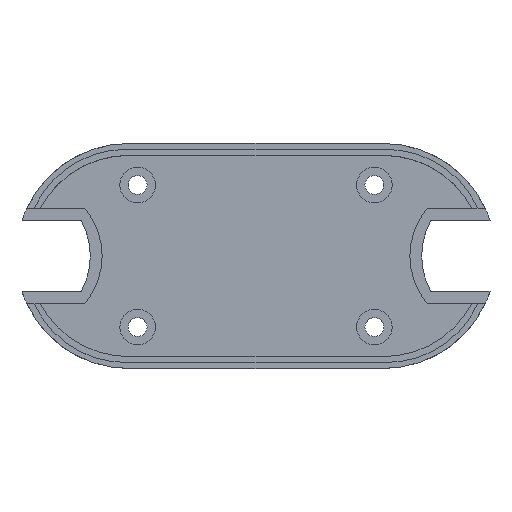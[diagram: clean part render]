
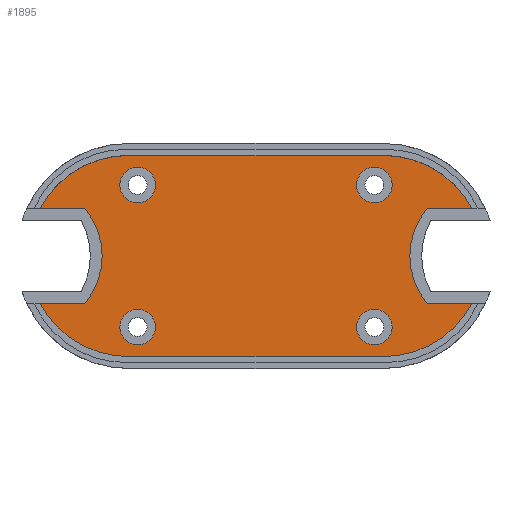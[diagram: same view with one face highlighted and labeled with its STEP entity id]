
A CAD part, top view. The second image highlights one B-rep face of the part: STEP entity #1895.
In plain terms, the highlighted planar face has unit normal (0, 0, 1).
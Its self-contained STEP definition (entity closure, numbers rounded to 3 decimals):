
#1035 = VERTEX_POINT('',#1036);
#1036 = CARTESIAN_POINT('',(-21.5,17.,-2.5));
#1055 = VERTEX_POINT('',#1056);
#1056 = CARTESIAN_POINT('',(-36.5,8.,-2.5));
#1062 = EDGE_CURVE('',#1035,#1055,#1063,.T.);
#1063 = CIRCLE('',#1064,17.);
#1064 = AXIS2_PLACEMENT_3D('',#1065,#1066,#1067);
#1065 = CARTESIAN_POINT('',(-21.5,0.,-2.5));
#1066 = DIRECTION('',(0.,0.,1.));
#1067 = DIRECTION('',(1.,0.,0.));
#1363 = EDGE_CURVE('',#1035,#1364,#1366,.T.);
#1364 = VERTEX_POINT('',#1365);
#1365 = CARTESIAN_POINT('',(21.5,17.,-2.5));
#1366 = LINE('',#1367,#1368);
#1367 = CARTESIAN_POINT('',(-21.5,17.,-2.5));
#1368 = VECTOR('',#1369,1.);
#1369 = DIRECTION('',(1.,0.,0.));
#1425 = EDGE_CURVE('',#1055,#1426,#1428,.T.);
#1426 = VERTEX_POINT('',#1427);
#1427 = CARTESIAN_POINT('',(-28.895,8.,-2.5));
#1428 = LINE('',#1429,#1430);
#1429 = CARTESIAN_POINT('',(-36.5,8.,-2.5));
#1430 = VECTOR('',#1431,1.);
#1431 = DIRECTION('',(1.,0.,0.));
#1449 = EDGE_CURVE('',#1450,#1426,#1452,.T.);
#1450 = VERTEX_POINT('',#1451);
#1451 = CARTESIAN_POINT('',(-28.895,-8.,-2.5));
#1452 = CIRCLE('',#1453,12.473);
#1453 = AXIS2_PLACEMENT_3D('',#1454,#1455,#1456);
#1454 = CARTESIAN_POINT('',(-38.465,0.,-2.5));
#1455 = DIRECTION('',(0.,0.,1.));
#1456 = DIRECTION('',(1.,0.,0.));
#1474 = EDGE_CURVE('',#1475,#1450,#1477,.T.);
#1475 = VERTEX_POINT('',#1476);
#1476 = CARTESIAN_POINT('',(-36.5,-8.,-2.5));
#1477 = LINE('',#1478,#1479);
#1478 = CARTESIAN_POINT('',(-36.5,-8.,-2.5));
#1479 = VECTOR('',#1480,1.);
#1480 = DIRECTION('',(1.,0.,0.));
#1850 = EDGE_CURVE('',#1851,#1364,#1853,.T.);
#1851 = VERTEX_POINT('',#1852);
#1852 = CARTESIAN_POINT('',(36.5,8.,-2.5));
#1853 = CIRCLE('',#1854,17.);
#1854 = AXIS2_PLACEMENT_3D('',#1855,#1856,#1857);
#1855 = CARTESIAN_POINT('',(21.5,0.,-2.5));
#1856 = DIRECTION('',(0.,0.,1.));
#1857 = DIRECTION('',(1.,0.,0.));
#1895 = ADVANCED_FACE('',(#1896,#1953,#1964,#1975,#1986),#1997,.T.);
#1896 = FACE_BOUND('',#1897,.T.);
#1897 = EDGE_LOOP('',(#1898,#1899,#1900,#1901,#1902,#1903,#1912,#1920,
    #1929,#1937,#1946,#1952));
#1898 = ORIENTED_EDGE('',*,*,#1363,.F.);
#1899 = ORIENTED_EDGE('',*,*,#1062,.T.);
#1900 = ORIENTED_EDGE('',*,*,#1425,.T.);
#1901 = ORIENTED_EDGE('',*,*,#1449,.F.);
#1902 = ORIENTED_EDGE('',*,*,#1474,.F.);
#1903 = ORIENTED_EDGE('',*,*,#1904,.T.);
#1904 = EDGE_CURVE('',#1475,#1905,#1907,.T.);
#1905 = VERTEX_POINT('',#1906);
#1906 = CARTESIAN_POINT('',(-21.5,-17.,-2.5));
#1907 = CIRCLE('',#1908,17.);
#1908 = AXIS2_PLACEMENT_3D('',#1909,#1910,#1911);
#1909 = CARTESIAN_POINT('',(-21.5,0.,-2.5));
#1910 = DIRECTION('',(0.,0.,1.));
#1911 = DIRECTION('',(1.,0.,0.));
#1912 = ORIENTED_EDGE('',*,*,#1913,.F.);
#1913 = EDGE_CURVE('',#1914,#1905,#1916,.T.);
#1914 = VERTEX_POINT('',#1915);
#1915 = CARTESIAN_POINT('',(21.5,-17.,-2.5));
#1916 = LINE('',#1917,#1918);
#1917 = CARTESIAN_POINT('',(21.5,-17.,-2.5));
#1918 = VECTOR('',#1919,1.);
#1919 = DIRECTION('',(-1.,0.,0.));
#1920 = ORIENTED_EDGE('',*,*,#1921,.T.);
#1921 = EDGE_CURVE('',#1914,#1922,#1924,.T.);
#1922 = VERTEX_POINT('',#1923);
#1923 = CARTESIAN_POINT('',(36.5,-8.,-2.5));
#1924 = CIRCLE('',#1925,17.);
#1925 = AXIS2_PLACEMENT_3D('',#1926,#1927,#1928);
#1926 = CARTESIAN_POINT('',(21.5,0.,-2.5));
#1927 = DIRECTION('',(0.,0.,1.));
#1928 = DIRECTION('',(1.,0.,0.));
#1929 = ORIENTED_EDGE('',*,*,#1930,.T.);
#1930 = EDGE_CURVE('',#1922,#1931,#1933,.T.);
#1931 = VERTEX_POINT('',#1932);
#1932 = CARTESIAN_POINT('',(28.895,-8.,-2.5));
#1933 = LINE('',#1934,#1935);
#1934 = CARTESIAN_POINT('',(36.5,-8.,-2.5));
#1935 = VECTOR('',#1936,1.);
#1936 = DIRECTION('',(-1.,0.,0.));
#1937 = ORIENTED_EDGE('',*,*,#1938,.F.);
#1938 = EDGE_CURVE('',#1939,#1931,#1941,.T.);
#1939 = VERTEX_POINT('',#1940);
#1940 = CARTESIAN_POINT('',(28.895,8.,-2.5));
#1941 = CIRCLE('',#1942,12.473);
#1942 = AXIS2_PLACEMENT_3D('',#1943,#1944,#1945);
#1943 = CARTESIAN_POINT('',(38.465,0.,-2.5));
#1944 = DIRECTION('',(0.,0.,1.));
#1945 = DIRECTION('',(1.,0.,0.));
#1946 = ORIENTED_EDGE('',*,*,#1947,.F.);
#1947 = EDGE_CURVE('',#1851,#1939,#1948,.T.);
#1948 = LINE('',#1949,#1950);
#1949 = CARTESIAN_POINT('',(36.5,8.,-2.5));
#1950 = VECTOR('',#1951,1.);
#1951 = DIRECTION('',(-1.,0.,0.));
#1952 = ORIENTED_EDGE('',*,*,#1850,.T.);
#1953 = FACE_BOUND('',#1954,.T.);
#1954 = EDGE_LOOP('',(#1955));
#1955 = ORIENTED_EDGE('',*,*,#1956,.T.);
#1956 = EDGE_CURVE('',#1957,#1957,#1959,.T.);
#1957 = VERTEX_POINT('',#1958);
#1958 = CARTESIAN_POINT('',(-17.,-12.,-2.5));
#1959 = CIRCLE('',#1960,3.);
#1960 = AXIS2_PLACEMENT_3D('',#1961,#1962,#1963);
#1961 = CARTESIAN_POINT('',(-20.,-12.,-2.5));
#1962 = DIRECTION('',(0.,0.,-1.));
#1963 = DIRECTION('',(1.,0.,0.));
#1964 = FACE_BOUND('',#1965,.T.);
#1965 = EDGE_LOOP('',(#1966));
#1966 = ORIENTED_EDGE('',*,*,#1967,.T.);
#1967 = EDGE_CURVE('',#1968,#1968,#1970,.T.);
#1968 = VERTEX_POINT('',#1969);
#1969 = CARTESIAN_POINT('',(23.,-12.,-2.5));
#1970 = CIRCLE('',#1971,3.);
#1971 = AXIS2_PLACEMENT_3D('',#1972,#1973,#1974);
#1972 = CARTESIAN_POINT('',(20.,-12.,-2.5));
#1973 = DIRECTION('',(0.,0.,-1.));
#1974 = DIRECTION('',(1.,0.,0.));
#1975 = FACE_BOUND('',#1976,.T.);
#1976 = EDGE_LOOP('',(#1977));
#1977 = ORIENTED_EDGE('',*,*,#1978,.T.);
#1978 = EDGE_CURVE('',#1979,#1979,#1981,.T.);
#1979 = VERTEX_POINT('',#1980);
#1980 = CARTESIAN_POINT('',(-17.,12.,-2.5));
#1981 = CIRCLE('',#1982,3.);
#1982 = AXIS2_PLACEMENT_3D('',#1983,#1984,#1985);
#1983 = CARTESIAN_POINT('',(-20.,12.,-2.5));
#1984 = DIRECTION('',(0.,0.,-1.));
#1985 = DIRECTION('',(1.,0.,0.));
#1986 = FACE_BOUND('',#1987,.T.);
#1987 = EDGE_LOOP('',(#1988));
#1988 = ORIENTED_EDGE('',*,*,#1989,.T.);
#1989 = EDGE_CURVE('',#1990,#1990,#1992,.T.);
#1990 = VERTEX_POINT('',#1991);
#1991 = CARTESIAN_POINT('',(23.,12.,-2.5));
#1992 = CIRCLE('',#1993,3.);
#1993 = AXIS2_PLACEMENT_3D('',#1994,#1995,#1996);
#1994 = CARTESIAN_POINT('',(20.,12.,-2.5));
#1995 = DIRECTION('',(0.,0.,-1.));
#1996 = DIRECTION('',(1.,0.,0.));
#1997 = PLANE('',#1998);
#1998 = AXIS2_PLACEMENT_3D('',#1999,#2000,#2001);
#1999 = CARTESIAN_POINT('',(0.,0.,-2.5));
#2000 = DIRECTION('',(0.,0.,1.));
#2001 = DIRECTION('',(1.,0.,0.));
